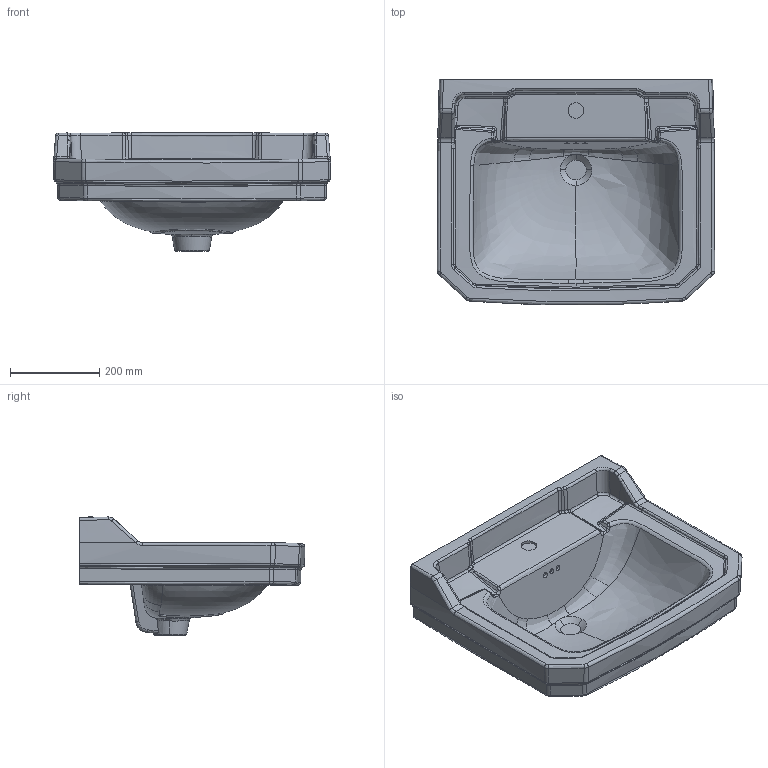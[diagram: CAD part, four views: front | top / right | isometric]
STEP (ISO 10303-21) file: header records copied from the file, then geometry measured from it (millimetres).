
FILE_DESCRIPTION(/* description */ (''),/* implementation_level */ '2;1');
FILE_NAME(/* name */ 'LPY244~3',/* time_stamp */ '2020-10-27T18:08:42+08:00',/* author */ (''),/* organization */ (''),/* preprocessor_version */ 'ST-DEVELOPER v15',/* originating_system */ '',/* authorisation */ '');
FILE_SCHEMA (('AUTOMOTIVE_DESIGN'));
Length unit declared in the file: millimetre
Products named in the file (1): Document
Bounding box: 619.97 x 504.76 x 264.34 mm (x, y, z)
Volume: 18907215.7 mm3; surface area: 1023451.4 mm2
Topology: 1 solids, 1 shells, 292 faces, 692 edges, 410 vertices
Faces by surface type: bspline 292
Entity records: 92373 total; most frequent: CARTESIAN_POINT 83733, B_SPLINE_CURVE_WITH_KNOTS 1685, ORIENTED_EDGE 1384, PCURVE 1384, DEFINITIONAL_REPRESENTATION 1384, SURFACE_CURVE 692, EDGE_CURVE 692, VERTEX_POINT 410
